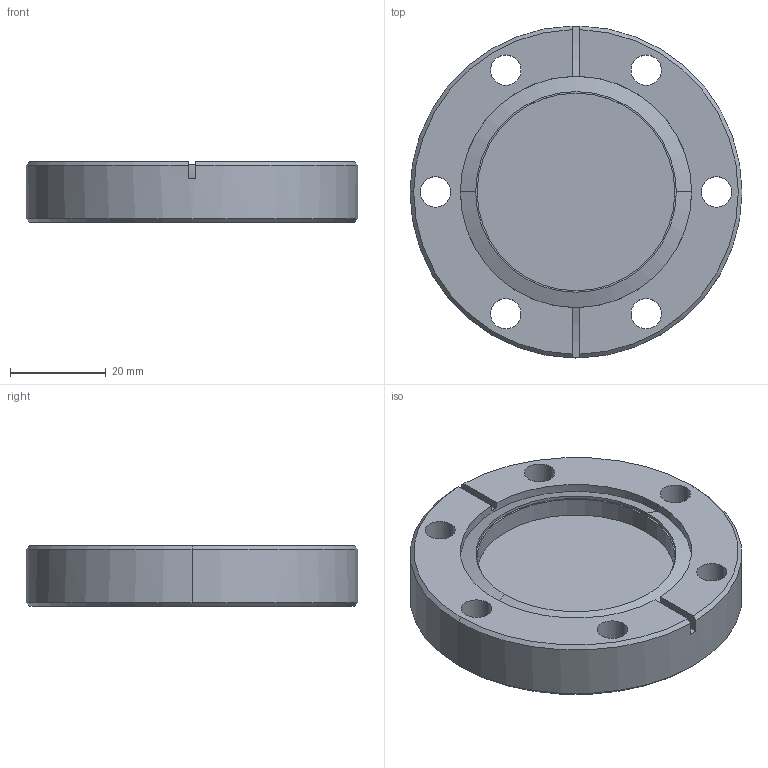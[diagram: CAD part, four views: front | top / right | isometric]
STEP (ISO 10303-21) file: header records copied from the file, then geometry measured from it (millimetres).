
FILE_DESCRIPTION (( 'STEP AP203' ), '1' );
FILE_NAME ('450002 (2.75 viewport).STEP', '2009-07-23T17:36:40', ( 'MIS' ), ( '' ), 'SwSTEP 2.0', 'SolidWorks 2009', '' );
FILE_SCHEMA (( 'CONFIG_CONTROL_DESIGN' ));
Length unit declared in the file: inch
Products named in the file (3): 130094; glass; 450002 (2.75 viewport)
Assembly tree (2 placements, depth 2):
  450002 (2.75 viewport)
    130094
    glass
Bounding box: 69.34 x 69.34 x 12.7 mm (x, y, z)
Volume: 33977.2 mm3; surface area: 14489.8 mm2
Topology: 2 solids, 2 shells, 44 faces, 110 edges, 71 vertices
Faces by surface type: cylinder 26, plane 11, cone 7
Entity records: 1688 total; most frequent: DIRECTION 261, CARTESIAN_POINT 256, ORIENTED_EDGE 220, EDGE_CURVE 110, AXIS2_PLACEMENT_3D 110, VERTEX_POINT 71, CIRCLE 61, EDGE_LOOP 59
